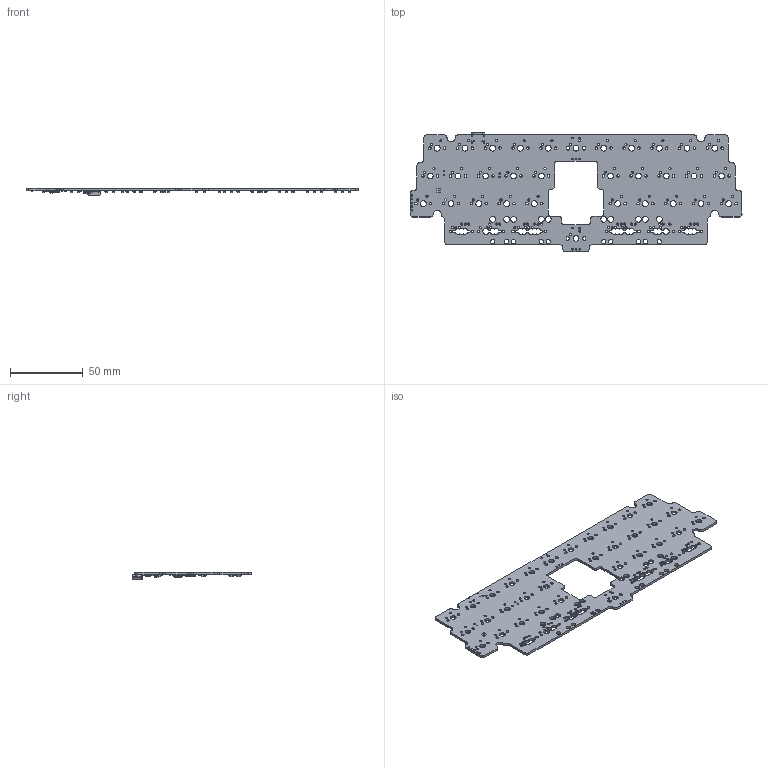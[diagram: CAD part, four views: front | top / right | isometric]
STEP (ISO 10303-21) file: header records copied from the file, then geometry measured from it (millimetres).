
FILE_DESCRIPTION(/* description */ (''),/* implementation_level */ '2;1');
FILE_NAME(/* name */ 'PCB.step',/* time_stamp */ '2023-11-08T19:28:19-08:00',/* author */ (''),/* organization */ (''),/* preprocessor_version */ 'ST-DEVELOPER v20',/* originating_system */ 'Autodesk Translation Framework v12.14.0.127',/* authorisation */ '');
FILE_SCHEMA (('AUTOMOTIVE_DESIGN { 1 0 10303 214 3 1 1 }'));
Length unit declared in the file: millimetre
Products named in the file (83): PCB; Infernum-rounded PCB; R_0402_1005Metric; D_SOD-123; Fuse_0805_2012Metric; SOLID (3); C_0402_1005Metric; SOT-23; SOLID (8); SOT-23-5; SOLID (9); HRO  TYPE-C-31-M-12; SOLID (7); SOIC-8_5.275x5.275mm_P1.27mm; SOLID (10); RP2040_QFN_PACKAGE; COMPOUND (2); Crystal_SMD_3225-4Pin_3.2x2.5mm; SOLID (2); D_SOD-123_1; D_SOD-123_2; D_SOD-123_3; D_SOD-123_4; R_0402_1005Metric_1; C_0402_1005Metric_1; D_SOD-123_5; D_SOD-123_6; D_SOD-123_7; D_SOD-123_8; D_SOD-123_9; D_SOD-123_10; D_SOD-123_11; D_SOD-123_12; D_SOD-123_13; D_SOD-123_14; C_0402_1005Metric_2; D_SOD-123_15; D_SOD-123_16; D_SOD-123_17; R_0402_1005Metric_2 ...
Assembly tree (143 placements, depth 3):
  PCB
    Infernum-rounded PCB
    R_0402_1005Metric
      SOLID
    D_SOD-123
      SOLID (5)
    Fuse_0805_2012Metric
      SOLID (3)
    C_0402_1005Metric
      SOLID (1)
    SOT-23
      SOLID (8)
    SOT-23-5
      SOLID (9)
    HRO  TYPE-C-31-M-12
      SOLID (7)
    SOIC-8_5.275x5.275mm_P1.27mm
      SOLID (10)
    RP2040_QFN_PACKAGE
      COMPOUND (2)
    Crystal_SMD_3225-4Pin_3.2x2.5mm
      SOLID (2)
    D_SOD-123_1
      SOLID (5)
    D_SOD-123_2
      SOLID (5)
    D_SOD-123_3
      SOLID (5)
    D_SOD-123_4
      SOLID (5)
    R_0402_1005Metric_1
      SOLID
    C_0402_1005Metric_1
      SOLID (1)
    D_SOD-123_5
      SOLID (5)
    D_SOD-123_6
      SOLID (5)
    D_SOD-123_7
      SOLID (5)
    D_SOD-123_8
      SOLID (5)
    D_SOD-123_9
      SOLID (5)
    D_SOD-123_10
      SOLID (5)
    D_SOD-123_11
      SOLID (5)
    D_SOD-123_12
      SOLID (5)
    D_SOD-123_13
      SOLID (5)
    D_SOD-123_14
      SOLID (5)
    C_0402_1005Metric_2
      SOLID (1)
    D_SOD-123_15
      SOLID (5)
    D_SOD-123_16
      SOLID (5)
Bounding box: 227.81 x 81.94 x 4.86 mm (x, y, z)
Volume: 21337 mm3; surface area: 31982 mm2
Topology: 87 solids, 87 shells, 4631 faces, 11517 edges, 7156 vertices
Faces by surface type: plane 3446, cylinder 1145, bspline 30, cone 10
Full cylindrical faces by diameter (mm): 0.35 x9, 0.4 x1, 0.5 x2, 0.6 x1, 0.65 x2, 1 x19, 1.47 x100, 1.75 x72, 3.048 x10, 3.988 x42
Entity records: 54643 total; most frequent: CARTESIAN_POINT 12045, DIRECTION 8573, ORIENTED_EDGE 8090, EDGE_CURVE 4045, AXIS2_PLACEMENT_3D 2898, LINE 2777, VECTOR 2777, VERTEX_POINT 2628
